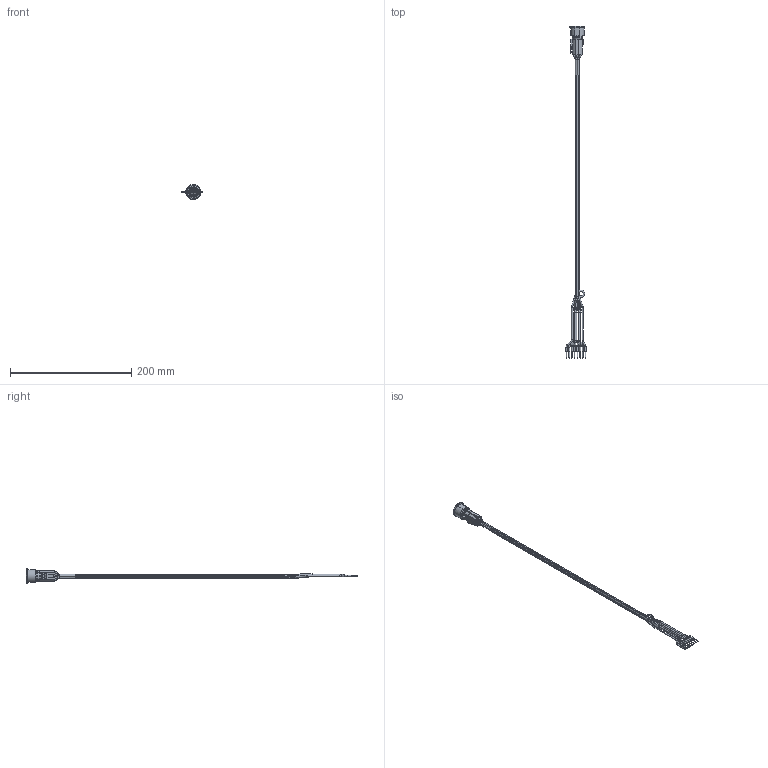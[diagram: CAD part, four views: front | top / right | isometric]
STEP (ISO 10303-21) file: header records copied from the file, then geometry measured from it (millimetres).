
FILE_DESCRIPTION(/* description */ (''),/* implementation_level */ '2;1');
FILE_NAME(/* name */ '000026381_Shrinkwrap_1.stp',/* time_stamp */ '2023-02-16T13:51:23-06:00',/* author */ ('jmeyers'),/* organization */ (''),/* preprocessor_version */ 'ST-DEVELOPER v18.1',/* originating_system */ 'Autodesk Inventor 2020',/* authorisation */ '');
FILE_SCHEMA (('AUTOMOTIVE_DESIGN { 1 0 10303 214 3 1 1 }'));
Length unit declared in the file: millimetre
Products named in the file (1): 000026381_Shrinkwrap_1
Bounding box: 33 x 547 x 25 mm (x, y, z)
Volume: 29070.3 mm3; surface area: 46975.9 mm2
Topology: 2 solids, 2 shells, 720 faces, 2027 edges, 1319 vertices
Faces by surface type: plane 453, cylinder 159, bspline 69, torus 37, cone 2
Full cylindrical faces by diameter (mm): 1.1 x8, 2.2 x40, 13.3 x1, 14.7 x1, 17.5 x1, 20.5 x1, 25 x1
Entity records: 24596 total; most frequent: CARTESIAN_POINT 5770, ORIENTED_EDGE 4068, DIRECTION 3742, EDGE_CURVE 2034, LINE 1346, VECTOR 1346, VERTEX_POINT 1320, AXIS2_PLACEMENT_3D 1198
